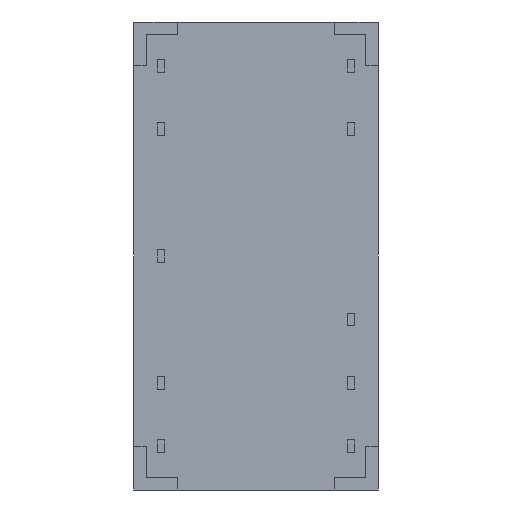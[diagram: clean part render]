
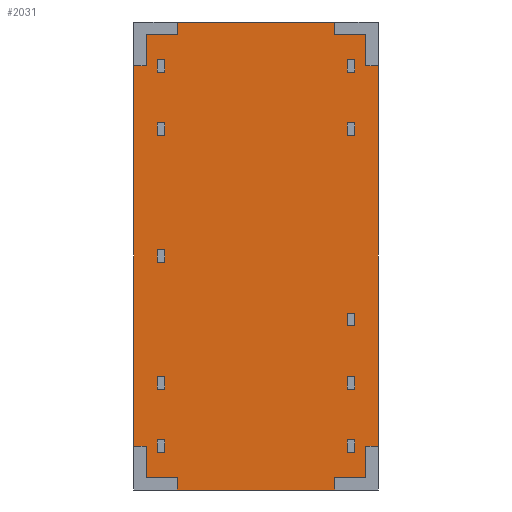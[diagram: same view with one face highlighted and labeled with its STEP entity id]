
A CAD part, front view. The second image highlights one B-rep face of the part: STEP entity #2031.
In plain terms, the highlighted planar face has unit normal (0, -1, 0).
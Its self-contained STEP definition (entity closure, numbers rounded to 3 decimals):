
#62=FACE_OUTER_BOUND('',#193,.T.);
#193=EDGE_LOOP('',(#1374,#1375,#1376,#1377,#1378,#1379,#1380,#1381,#1382,
#1383,#1384,#1385,#1386,#1387,#1388,#1389,#1390,#1391,#1392,#1393));
#320=LINE('',#2874,#597);
#322=LINE('',#2879,#599);
#329=LINE('',#2893,#606);
#335=LINE('',#2906,#612);
#339=LINE('',#2912,#616);
#345=LINE('',#2925,#622);
#347=LINE('',#2929,#624);
#348=LINE('',#2930,#625);
#349=LINE('',#2932,#626);
#350=LINE('',#2934,#627);
#351=LINE('',#2936,#628);
#352=LINE('',#2938,#629);
#353=LINE('',#2940,#630);
#354=LINE('',#2942,#631);
#355=LINE('',#2944,#632);
#356=LINE('',#2946,#633);
#357=LINE('',#2948,#634);
#358=LINE('',#2950,#635);
#359=LINE('',#2952,#636);
#360=LINE('',#2953,#637);
#597=VECTOR('',#2327,10.);
#599=VECTOR('',#2331,10.);
#606=VECTOR('',#2340,10.);
#612=VECTOR('',#2350,10.);
#616=VECTOR('',#2356,10.);
#622=VECTOR('',#2364,10.);
#624=VECTOR('',#2368,10.);
#625=VECTOR('',#2369,10.);
#626=VECTOR('',#2370,10.);
#627=VECTOR('',#2371,10.);
#628=VECTOR('',#2372,10.);
#629=VECTOR('',#2373,10.);
#630=VECTOR('',#2374,10.);
#631=VECTOR('',#2375,10.);
#632=VECTOR('',#2376,10.);
#633=VECTOR('',#2377,10.);
#634=VECTOR('',#2378,10.);
#635=VECTOR('',#2379,10.);
#636=VECTOR('',#2380,10.);
#637=VECTOR('',#2381,10.);
#872=VERTEX_POINT('',#2868);
#874=VERTEX_POINT('',#2872);
#875=VERTEX_POINT('',#2876);
#882=VERTEX_POINT('',#2891);
#885=VERTEX_POINT('',#2902);
#887=VERTEX_POINT('',#2905);
#893=VERTEX_POINT('',#2922);
#894=VERTEX_POINT('',#2924);
#895=VERTEX_POINT('',#2928);
#896=VERTEX_POINT('',#2931);
#897=VERTEX_POINT('',#2933);
#898=VERTEX_POINT('',#2935);
#899=VERTEX_POINT('',#2937);
#900=VERTEX_POINT('',#2939);
#901=VERTEX_POINT('',#2941);
#902=VERTEX_POINT('',#2943);
#903=VERTEX_POINT('',#2945);
#904=VERTEX_POINT('',#2947);
#905=VERTEX_POINT('',#2949);
#906=VERTEX_POINT('',#2951);
#1060=EDGE_CURVE('',#872,#874,#320,.T.);
#1062=EDGE_CURVE('',#874,#875,#322,.T.);
#1069=EDGE_CURVE('',#875,#882,#329,.T.);
#1075=EDGE_CURVE('',#887,#885,#335,.T.);
#1079=EDGE_CURVE('',#882,#887,#339,.T.);
#1085=EDGE_CURVE('',#894,#893,#345,.T.);
#1087=EDGE_CURVE('',#885,#895,#347,.T.);
#1088=EDGE_CURVE('',#895,#894,#348,.T.);
#1089=EDGE_CURVE('',#893,#896,#349,.T.);
#1090=EDGE_CURVE('',#896,#897,#350,.T.);
#1091=EDGE_CURVE('',#897,#898,#351,.T.);
#1092=EDGE_CURVE('',#898,#899,#352,.T.);
#1093=EDGE_CURVE('',#899,#900,#353,.T.);
#1094=EDGE_CURVE('',#900,#901,#354,.T.);
#1095=EDGE_CURVE('',#901,#902,#355,.T.);
#1096=EDGE_CURVE('',#902,#903,#356,.T.);
#1097=EDGE_CURVE('',#903,#904,#357,.T.);
#1098=EDGE_CURVE('',#904,#905,#358,.T.);
#1099=EDGE_CURVE('',#905,#906,#359,.T.);
#1100=EDGE_CURVE('',#906,#872,#360,.T.);
#1374=ORIENTED_EDGE('',*,*,#1062,.T.);
#1375=ORIENTED_EDGE('',*,*,#1069,.T.);
#1376=ORIENTED_EDGE('',*,*,#1079,.T.);
#1377=ORIENTED_EDGE('',*,*,#1075,.T.);
#1378=ORIENTED_EDGE('',*,*,#1087,.T.);
#1379=ORIENTED_EDGE('',*,*,#1088,.T.);
#1380=ORIENTED_EDGE('',*,*,#1085,.T.);
#1381=ORIENTED_EDGE('',*,*,#1089,.T.);
#1382=ORIENTED_EDGE('',*,*,#1090,.T.);
#1383=ORIENTED_EDGE('',*,*,#1091,.T.);
#1384=ORIENTED_EDGE('',*,*,#1092,.T.);
#1385=ORIENTED_EDGE('',*,*,#1093,.T.);
#1386=ORIENTED_EDGE('',*,*,#1094,.T.);
#1387=ORIENTED_EDGE('',*,*,#1095,.T.);
#1388=ORIENTED_EDGE('',*,*,#1096,.T.);
#1389=ORIENTED_EDGE('',*,*,#1097,.T.);
#1390=ORIENTED_EDGE('',*,*,#1098,.T.);
#1391=ORIENTED_EDGE('',*,*,#1099,.T.);
#1392=ORIENTED_EDGE('',*,*,#1100,.T.);
#1393=ORIENTED_EDGE('',*,*,#1060,.T.);
#1901=PLANE('',#2194);
#2031=ADVANCED_FACE('',(#62),#1901,.F.);
#2194=AXIS2_PLACEMENT_3D('',#2927,#2366,#2367);
#2327=DIRECTION('',(1.,0.,0.));
#2331=DIRECTION('',(0.,0.,-1.));
#2340=DIRECTION('',(1.,0.,0.));
#2350=DIRECTION('',(1.,0.,0.));
#2356=DIRECTION('',(0.,0.,1.));
#2364=DIRECTION('',(0.,0.,1.));
#2366=DIRECTION('center_axis',(0.,1.,0.));
#2367=DIRECTION('ref_axis',(1.,0.,0.));
#2368=DIRECTION('',(0.,0.,1.));
#2369=DIRECTION('',(1.,0.,0.));
#2370=DIRECTION('',(-1.,0.,0.));
#2371=DIRECTION('',(0.,0.,1.));
#2372=DIRECTION('',(-1.,0.,0.));
#2373=DIRECTION('',(0.,0.,1.));
#2374=DIRECTION('',(-1.,0.,0.));
#2375=DIRECTION('',(0.,0.,-1.));
#2376=DIRECTION('',(-1.,0.,0.));
#2377=DIRECTION('',(0.,0.,-1.));
#2378=DIRECTION('',(-1.,0.,0.));
#2379=DIRECTION('',(0.,0.,-1.));
#2380=DIRECTION('',(1.,0.,0.));
#2381=DIRECTION('',(0.,0.,-1.));
#2868=CARTESIAN_POINT('',(-4.4,0.8,-8.875));
#2872=CARTESIAN_POINT('',(-3.15,0.8,-8.875));
#2874=CARTESIAN_POINT('',(-2.013,0.8,-8.875));
#2876=CARTESIAN_POINT('',(-3.15,0.8,-9.375));
#2879=CARTESIAN_POINT('',(-3.15,0.8,-4.688));
#2891=CARTESIAN_POINT('',(3.15,0.8,-9.375));
#2893=CARTESIAN_POINT('',(-4.9,0.8,-9.375));
#2902=CARTESIAN_POINT('',(4.4,0.8,-8.875));
#2905=CARTESIAN_POINT('',(3.15,0.8,-8.875));
#2906=CARTESIAN_POINT('',(2.013,0.8,-8.875));
#2912=CARTESIAN_POINT('',(3.15,0.8,-4.688));
#2922=CARTESIAN_POINT('',(4.9,0.8,7.625));
#2924=CARTESIAN_POINT('',(4.9,0.8,-7.625));
#2925=CARTESIAN_POINT('',(4.9,0.8,-9.375));
#2927=CARTESIAN_POINT('Origin',(0.,0.8,0.));
#2928=CARTESIAN_POINT('',(4.4,0.8,-7.625));
#2929=CARTESIAN_POINT('',(4.4,0.8,-4.25));
#2930=CARTESIAN_POINT('',(2.45,0.8,-7.625));
#2931=CARTESIAN_POINT('',(4.4,0.8,7.625));
#2932=CARTESIAN_POINT('',(2.45,0.8,7.625));
#2933=CARTESIAN_POINT('',(4.4,0.8,8.875));
#2934=CARTESIAN_POINT('',(4.4,0.8,4.25));
#2935=CARTESIAN_POINT('',(3.15,0.8,8.875));
#2936=CARTESIAN_POINT('',(2.013,0.8,8.875));
#2937=CARTESIAN_POINT('',(3.15,0.8,9.375));
#2938=CARTESIAN_POINT('',(3.15,0.8,4.688));
#2939=CARTESIAN_POINT('',(-3.15,0.8,9.375));
#2940=CARTESIAN_POINT('',(4.9,0.8,9.375));
#2941=CARTESIAN_POINT('',(-3.15,0.8,8.875));
#2942=CARTESIAN_POINT('',(-3.15,0.8,4.688));
#2943=CARTESIAN_POINT('',(-4.4,0.8,8.875));
#2944=CARTESIAN_POINT('',(-2.013,0.8,8.875));
#2945=CARTESIAN_POINT('',(-4.4,0.8,7.625));
#2946=CARTESIAN_POINT('',(-4.4,0.8,4.25));
#2947=CARTESIAN_POINT('',(-4.9,0.8,7.625));
#2948=CARTESIAN_POINT('',(-2.45,0.8,7.625));
#2949=CARTESIAN_POINT('',(-4.9,0.8,-7.625));
#2950=CARTESIAN_POINT('',(-4.9,0.8,9.375));
#2951=CARTESIAN_POINT('',(-4.4,0.8,-7.625));
#2952=CARTESIAN_POINT('',(-2.45,0.8,-7.625));
#2953=CARTESIAN_POINT('',(-4.4,0.8,-4.25));
